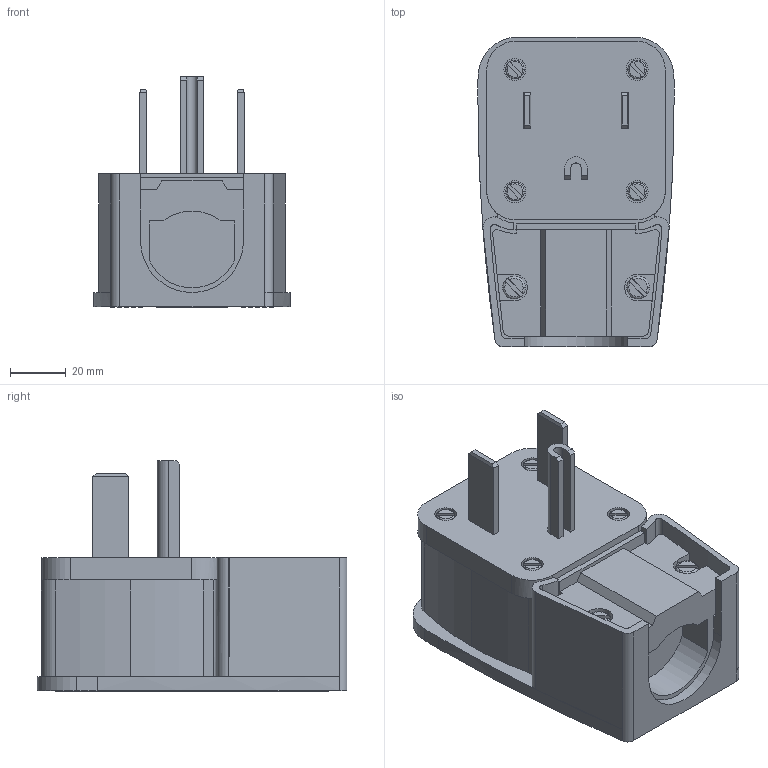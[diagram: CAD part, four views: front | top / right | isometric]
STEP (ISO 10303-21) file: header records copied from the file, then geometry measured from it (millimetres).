
FILE_DESCRIPTION (( 'STEP AP214' ), '1' );
FILE_NAME ('CATSTD-09650-00P-M01.STEP', '2020-08-27T12:56:04', ( '' ), ( '' ), 'SwSTEP 2.0', 'SolidWorks 2020', '' );
FILE_SCHEMA (( 'AUTOMOTIVE_DESIGN' ));
Length unit declared in the file: millimetre
Products named in the file (1): CATSTD-09650-00P-M01
Bounding box: 70.3 x 111.06 x 82.73 mm (x, y, z)
Volume: 296742.7 mm3; surface area: 41545.1 mm2
Topology: 1 solids, 1 shells, 416 faces, 1090 edges, 717 vertices
Faces by surface type: plane 233, cylinder 117, bspline 42, torus 24
Entity records: 16747 total; most frequent: CARTESIAN_POINT 4154, ORIENTED_EDGE 2180, DIRECTION 2027, EDGE_CURVE 1090, VERTEX_POINT 717, AXIS2_PLACEMENT_3D 676, VECTOR 675, LINE 675
